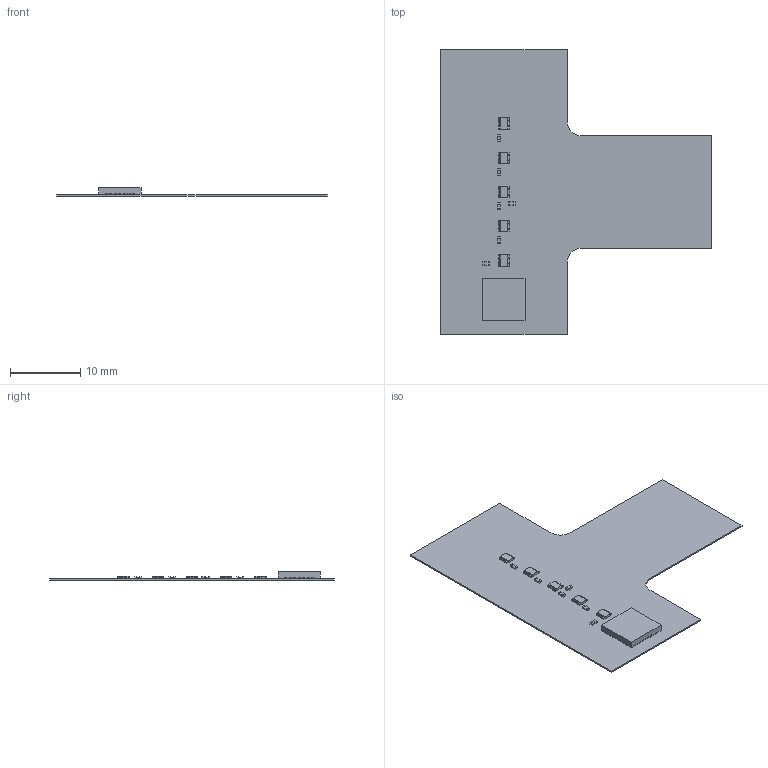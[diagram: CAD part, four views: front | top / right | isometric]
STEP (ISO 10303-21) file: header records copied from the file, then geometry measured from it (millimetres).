
FILE_DESCRIPTION(('KiCad electronic assembly'),'2;1');
FILE_NAME('kvm-compute-cluster-led-indicator.stp','2021-01-20T22:59:12', ('An Author'),('A Company'),'Open CASCADE STEP processor 7.3', 'KiCad to STEP converter','Unknown');
FILE_SCHEMA(('AUTOMOTIVE_DESIGN { 1 0 10303 214 1 1 1 1 }'));
Length unit declared in the file: millimetre
Products named in the file (8): Open CASCADE STEP translator 7.3 1; 0402-res; SOLID; HVQFN28; COMPOUND; LED-RGB-dual0603
Assembly tree (16 placements, depth 3):
  Open CASCADE STEP translator 7.3 1
    0402-res  x6
      SOLID
    HVQFN28
      COMPOUND
    LED-RGB-dual0603  x5
      SOLID
    SOLID
Bounding box: 38.5 x 40.5 x 1.25 mm (x, y, z)
Volume: 251.6 mm3; surface area: 2355.3 mm2
Topology: 42 solids, 42 shells, 675 faces, 1734 edges, 1156 vertices
Faces by surface type: plane 633, cylinder 42
Entity records: 23840 total; most frequent: CARTESIAN_POINT 3926, DIRECTION 3582, LINE 2750, VECTOR 2750, ORIENTED_EDGE 1860, PCURVE 1860, DEFINITIONAL_REPRESENTATION 1860, EDGE_CURVE 930
